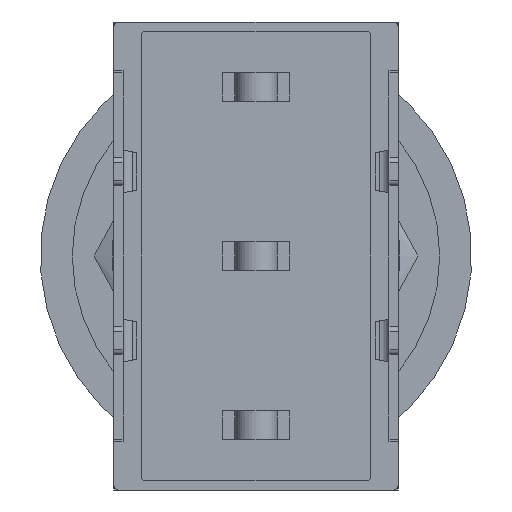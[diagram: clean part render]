
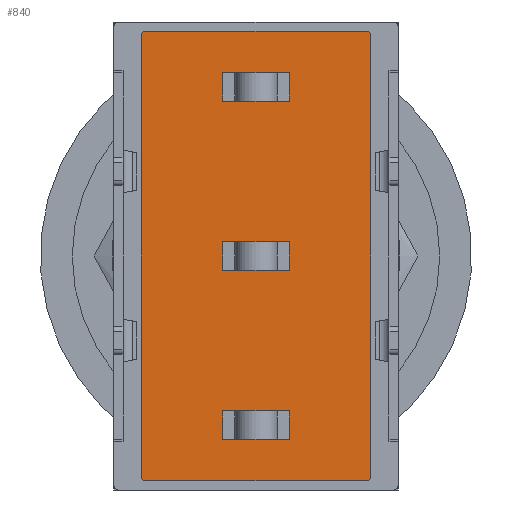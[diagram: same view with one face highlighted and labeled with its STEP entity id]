
A CAD part, front view. The second image highlights one B-rep face of the part: STEP entity #840.
In plain terms, the highlighted planar face has unit normal (0, -1, 0).
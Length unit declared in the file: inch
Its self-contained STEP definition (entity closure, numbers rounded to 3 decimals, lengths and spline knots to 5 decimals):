
#840 = ADVANCED_FACE( '', ( #1594, #1595, #1596, #1597 ), #1598, .F. );
#1594 = FACE_BOUND( '', #2317, .T. );
#1595 = FACE_BOUND( '', #2318, .T. );
#1596 = FACE_BOUND( '', #2319, .T. );
#1597 = FACE_OUTER_BOUND( '', #2320, .T. );
#1598 = PLANE( '', #2321 );
#2317 = EDGE_LOOP( '', ( #4322, #4323, #4324, #4325 ) );
#2318 = EDGE_LOOP( '', ( #4326, #4327, #4328, #4329 ) );
#2319 = EDGE_LOOP( '', ( #4330, #4331, #4332, #4333 ) );
#2320 = EDGE_LOOP( '', ( #4334, #4335, #4336, #4337, #4338, #4339, #4340, #4341 ) );
#2321 = AXIS2_PLACEMENT_3D( '', #4342, #4343, #4344 );
#4322 = ORIENTED_EDGE( '', *, *, #4942, .F. );
#4323 = ORIENTED_EDGE( '', *, *, #4862, .F. );
#4324 = ORIENTED_EDGE( '', *, *, #5308, .T. );
#4325 = ORIENTED_EDGE( '', *, *, #4525, .T. );
#4326 = ORIENTED_EDGE( '', *, *, #5227, .F. );
#4327 = ORIENTED_EDGE( '', *, *, #5251, .F. );
#4328 = ORIENTED_EDGE( '', *, *, #4896, .T. );
#4329 = ORIENTED_EDGE( '', *, *, #5160, .T. );
#4330 = ORIENTED_EDGE( '', *, *, #5149, .F. );
#4331 = ORIENTED_EDGE( '', *, *, #5306, .F. );
#4332 = ORIENTED_EDGE( '', *, *, #5282, .T. );
#4333 = ORIENTED_EDGE( '', *, *, #4777, .T. );
#4334 = ORIENTED_EDGE( '', *, *, #4730, .F. );
#4335 = ORIENTED_EDGE( '', *, *, #5197, .F. );
#4336 = ORIENTED_EDGE( '', *, *, #5259, .F. );
#4337 = ORIENTED_EDGE( '', *, *, #4712, .F. );
#4338 = ORIENTED_EDGE( '', *, *, #4911, .F. );
#4339 = ORIENTED_EDGE( '', *, *, #5068, .F. );
#4340 = ORIENTED_EDGE( '', *, *, #4850, .F. );
#4341 = ORIENTED_EDGE( '', *, *, #5029, .F. );
#4342 = CARTESIAN_POINT( '', ( -0.12038, 0., 0.24088 ) );
#4343 = DIRECTION( '', ( 0., 1., 0. ) );
#4344 = DIRECTION( '', ( 0., 0., 1. ) );
#4525 = EDGE_CURVE( '', #5378, #5375, #5379, .T. );
#4712 = EDGE_CURVE( '', #5703, #5704, #5705, .T. );
#4730 = EDGE_CURVE( '', #5733, #5734, #5735, .T. );
#4777 = EDGE_CURVE( '', #5811, #5808, #5812, .T. );
#4850 = EDGE_CURVE( '', #5924, #5925, #5926, .T. );
#4862 = EDGE_CURVE( '', #5942, #5937, #5944, .T. );
#4896 = EDGE_CURVE( '', #5996, #5994, #5997, .T. );
#4911 = EDGE_CURVE( '', #6018, #5703, #6019, .T. );
#4942 = EDGE_CURVE( '', #5937, #5375, #6063, .T. );
#5029 = EDGE_CURVE( '', #5734, #5924, #6193, .T. );
#5068 = EDGE_CURVE( '', #5925, #6018, #6247, .T. );
#5149 = EDGE_CURVE( '', #6351, #5808, #6353, .T. );
#5160 = EDGE_CURVE( '', #5994, #6363, #6365, .T. );
#5197 = EDGE_CURVE( '', #6410, #5733, #6411, .T. );
#5227 = EDGE_CURVE( '', #6444, #6363, #6446, .T. );
#5251 = EDGE_CURVE( '', #5996, #6444, #6477, .T. );
#5259 = EDGE_CURVE( '', #5704, #6410, #6486, .T. );
#5282 = EDGE_CURVE( '', #6511, #5811, #6512, .T. );
#5306 = EDGE_CURVE( '', #6511, #6351, #6537, .T. );
#5308 = EDGE_CURVE( '', #5942, #5378, #6539, .T. );
#5375 = VERTEX_POINT( '', #6636 );
#5378 = VERTEX_POINT( '', #6640 );
#5379 = LINE( '', #6641, #6642 );
#5703 = VERTEX_POINT( '', #7085 );
#5704 = VERTEX_POINT( '', #7086 );
#5705 = CIRCLE( '', #7087, 0.00512 );
#5733 = VERTEX_POINT( '', #7125 );
#5734 = VERTEX_POINT( '', #7126 );
#5735 = LINE( '', #7127, #7128 );
#5808 = VERTEX_POINT( '', #7237 );
#5811 = VERTEX_POINT( '', #7241 );
#5812 = LINE( '', #7242, #7243 );
#5924 = VERTEX_POINT( '', #7414 );
#5925 = VERTEX_POINT( '', #7415 );
#5926 = LINE( '', #7416, #7417 );
#5937 = VERTEX_POINT( '', #7434 );
#5942 = VERTEX_POINT( '', #7441 );
#5944 = LINE( '', #7444, #7445 );
#5994 = VERTEX_POINT( '', #7516 );
#5996 = VERTEX_POINT( '', #7519 );
#5997 = LINE( '', #7520, #7521 );
#6018 = VERTEX_POINT( '', #7552 );
#6019 = LINE( '', #7553, #7554 );
#6063 = LINE( '', #7623, #7624 );
#6193 = CIRCLE( '', #7811, 0.00512 );
#6247 = CIRCLE( '', #7887, 0.00512 );
#6351 = VERTEX_POINT( '', #8031 );
#6353 = LINE( '', #8034, #8035 );
#6363 = VERTEX_POINT( '', #8053 );
#6365 = LINE( '', #8056, #8057 );
#6410 = VERTEX_POINT( '', #8117 );
#6411 = CIRCLE( '', #8118, 0.00512 );
#6444 = VERTEX_POINT( '', #8165 );
#6446 = LINE( '', #8168, #8169 );
#6477 = LINE( '', #8211, #8212 );
#6486 = LINE( '', #8225, #8226 );
#6511 = VERTEX_POINT( '', #8262 );
#6512 = LINE( '', #8263, #8264 );
#6537 = LINE( '', #8296, #8297 );
#6539 = LINE( '', #8299, #8300 );
#6636 = CARTESIAN_POINT( '', ( -0.0365, 0., 0.1695 ) );
#6640 = CARTESIAN_POINT( '', ( 0.0365, 0., 0.1695 ) );
#6641 = CARTESIAN_POINT( '', ( 0.0365, 0., 0.1695 ) );
#6642 = VECTOR( '', #8353, 39.37008 );
#7085 = CARTESIAN_POINT( '', ( 0.1255, 0., -0.24088 ) );
#7086 = CARTESIAN_POINT( '', ( 0.12038, 0., -0.246 ) );
#7087 = AXIS2_PLACEMENT_3D( '', #8587, #8588, #8589 );
#7125 = CARTESIAN_POINT( '', ( -0.1255, 0., -0.24088 ) );
#7126 = CARTESIAN_POINT( '', ( -0.1255, 0., 0.24088 ) );
#7127 = CARTESIAN_POINT( '', ( -0.1255, 0., -0.24088 ) );
#7128 = VECTOR( '', #8609, 39.37008 );
#7237 = CARTESIAN_POINT( '', ( -0.0365, 0., -0.2005 ) );
#7241 = CARTESIAN_POINT( '', ( 0.0365, 0., -0.2005 ) );
#7242 = CARTESIAN_POINT( '', ( 0.0365, 0., -0.2005 ) );
#7243 = VECTOR( '', #8656, 39.37008 );
#7414 = CARTESIAN_POINT( '', ( -0.12038, 0., 0.246 ) );
#7415 = CARTESIAN_POINT( '', ( 0.12038, 0., 0.246 ) );
#7416 = CARTESIAN_POINT( '', ( -0.12038, 0., 0.246 ) );
#7417 = VECTOR( '', #8719, 39.37008 );
#7434 = CARTESIAN_POINT( '', ( -0.0365, 0., 0.2005 ) );
#7441 = CARTESIAN_POINT( '', ( 0.0365, 0., 0.2005 ) );
#7444 = CARTESIAN_POINT( '', ( 0.0365, 0., 0.2005 ) );
#7445 = VECTOR( '', #8732, 39.37008 );
#7516 = CARTESIAN_POINT( '', ( 0.0365, 0., -0.0155 ) );
#7519 = CARTESIAN_POINT( '', ( 0.0365, 0., 0.0155 ) );
#7520 = CARTESIAN_POINT( '', ( 0.0365, 0., 0.0155 ) );
#7521 = VECTOR( '', #8767, 39.37008 );
#7552 = CARTESIAN_POINT( '', ( 0.1255, 0., 0.24088 ) );
#7553 = CARTESIAN_POINT( '', ( 0.1255, 0., 0.24088 ) );
#7554 = VECTOR( '', #8778, 39.37008 );
#7623 = CARTESIAN_POINT( '', ( -0.0365, 0., 0.2005 ) );
#7624 = VECTOR( '', #8809, 39.37008 );
#7811 = AXIS2_PLACEMENT_3D( '', #8897, #8898, #8899 );
#7887 = AXIS2_PLACEMENT_3D( '', #8940, #8941, #8942 );
#8031 = CARTESIAN_POINT( '', ( -0.0365, 0., -0.1695 ) );
#8034 = CARTESIAN_POINT( '', ( -0.0365, 0., -0.1695 ) );
#8035 = VECTOR( '', #9038, 39.37008 );
#8053 = CARTESIAN_POINT( '', ( -0.0365, 0., -0.0155 ) );
#8056 = CARTESIAN_POINT( '', ( 0.0365, 0., -0.0155 ) );
#8057 = VECTOR( '', #9042, 39.37008 );
#8117 = CARTESIAN_POINT( '', ( -0.12038, 0., -0.246 ) );
#8118 = AXIS2_PLACEMENT_3D( '', #9079, #9080, #9081 );
#8165 = CARTESIAN_POINT( '', ( -0.0365, 0., 0.0155 ) );
#8168 = CARTESIAN_POINT( '', ( -0.0365, 0., 0.0155 ) );
#8169 = VECTOR( '', #9109, 39.37008 );
#8211 = CARTESIAN_POINT( '', ( 0.0365, 0., 0.0155 ) );
#8212 = VECTOR( '', #9124, 39.37008 );
#8225 = CARTESIAN_POINT( '', ( 0.12038, 0., -0.246 ) );
#8226 = VECTOR( '', #9129, 39.37008 );
#8262 = CARTESIAN_POINT( '', ( 0.0365, 0., -0.1695 ) );
#8263 = CARTESIAN_POINT( '', ( 0.0365, 0., -0.1695 ) );
#8264 = VECTOR( '', #9138, 39.37008 );
#8296 = CARTESIAN_POINT( '', ( 0.0365, 0., -0.1695 ) );
#8297 = VECTOR( '', #9158, 39.37008 );
#8299 = CARTESIAN_POINT( '', ( 0.0365, 0., 0.2005 ) );
#8300 = VECTOR( '', #9159, 39.37008 );
#8353 = DIRECTION( '', ( -1., 0., 0. ) );
#8587 = CARTESIAN_POINT( '', ( 0.12038, 0., -0.24088 ) );
#8588 = DIRECTION( '', ( 0., 1., 0. ) );
#8589 = DIRECTION( '', ( 1., 0., 0. ) );
#8609 = DIRECTION( '', ( 0., 0., 1. ) );
#8656 = DIRECTION( '', ( -1., 0., 0. ) );
#8719 = DIRECTION( '', ( 1., 0., 0. ) );
#8732 = DIRECTION( '', ( -1., 0., 0. ) );
#8767 = DIRECTION( '', ( 0., 0., -1. ) );
#8778 = DIRECTION( '', ( 0., 0., -1. ) );
#8809 = DIRECTION( '', ( 0., 0., -1. ) );
#8897 = CARTESIAN_POINT( '', ( -0.12038, 0., 0.24088 ) );
#8898 = DIRECTION( '', ( 0., 1., 0. ) );
#8899 = DIRECTION( '', ( 1., 0., 0. ) );
#8940 = CARTESIAN_POINT( '', ( 0.12038, 0., 0.24088 ) );
#8941 = DIRECTION( '', ( 0., 1., 0. ) );
#8942 = DIRECTION( '', ( 1., 0., 0. ) );
#9038 = DIRECTION( '', ( 0., 0., -1. ) );
#9042 = DIRECTION( '', ( -1., 0., 0. ) );
#9079 = CARTESIAN_POINT( '', ( -0.12038, 0., -0.24088 ) );
#9080 = DIRECTION( '', ( 0., 1., 0. ) );
#9081 = DIRECTION( '', ( 1., 0., 0. ) );
#9109 = DIRECTION( '', ( 0., 0., -1. ) );
#9124 = DIRECTION( '', ( -1., 0., 0. ) );
#9129 = DIRECTION( '', ( -1., 0., 0. ) );
#9138 = DIRECTION( '', ( 0., 0., -1. ) );
#9158 = DIRECTION( '', ( -1., 0., 0. ) );
#9159 = DIRECTION( '', ( 0., 0., -1. ) );
